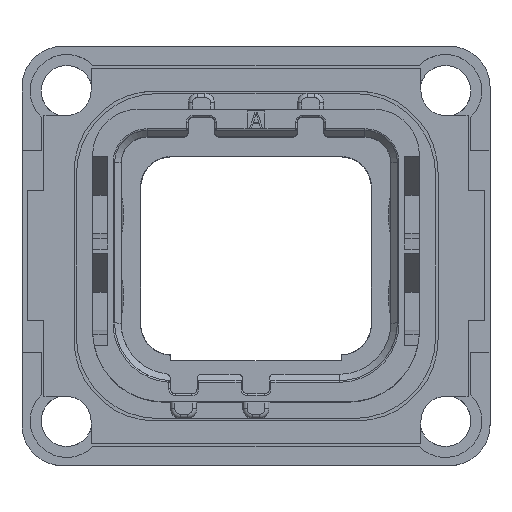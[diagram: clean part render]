
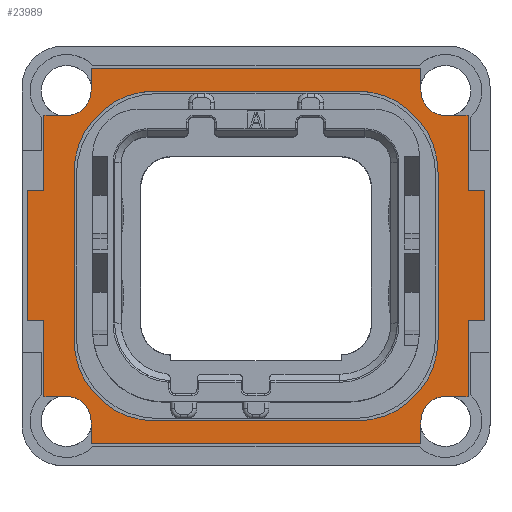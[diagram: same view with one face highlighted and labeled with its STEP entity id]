
A CAD part, top view. The second image highlights one B-rep face of the part: STEP entity #23989.
In plain terms, the highlighted planar face has unit normal (0, 0, 1).
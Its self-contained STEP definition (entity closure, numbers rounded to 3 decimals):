
#685=DIRECTION('',(0.,-1.,0.));
#686=VECTOR('',#685,4.65);
#687=CARTESIAN_POINT('',(-13.05,-4.,2.31));
#688=LINE('',#687,#686);
#689=DIRECTION('',(1.,0.,0.));
#690=VECTOR('',#689,1.);
#691=CARTESIAN_POINT('',(-14.05,-4.,2.31));
#692=LINE('',#691,#690);
#693=DIRECTION('',(0.,-1.,0.));
#694=VECTOR('',#693,8.);
#695=CARTESIAN_POINT('',(-14.05,4.,2.31));
#696=LINE('',#695,#694);
#697=DIRECTION('',(-1.,0.,0.));
#698=VECTOR('',#697,1.);
#699=CARTESIAN_POINT('',(-13.05,4.,2.31));
#700=LINE('',#699,#698);
#701=DIRECTION('',(0.,-1.,0.));
#702=VECTOR('',#701,4.65);
#703=CARTESIAN_POINT('',(-13.05,8.65,2.31));
#704=LINE('',#703,#702);
#705=DIRECTION('',(1.,0.,0.));
#706=VECTOR('',#705,1.4);
#707=CARTESIAN_POINT('',(-13.05,8.65,2.31));
#708=LINE('',#707,#706);
#709=CARTESIAN_POINT('',(-11.65,10.15,2.31));
#710=DIRECTION('',(0.,0.,1.));
#711=DIRECTION('',(0.,-1.,0.));
#712=AXIS2_PLACEMENT_3D('',#709,#710,#711);
#714=DIRECTION('',(0.,-1.,0.));
#715=VECTOR('',#714,1.4);
#716=CARTESIAN_POINT('',(-10.15,11.55,2.31));
#717=LINE('',#716,#715);
#718=DIRECTION('',(-1.,0.,0.));
#719=VECTOR('',#718,20.3);
#720=CARTESIAN_POINT('',(10.15,11.55,2.31));
#721=LINE('',#720,#719);
#722=DIRECTION('',(0.,-1.,0.));
#723=VECTOR('',#722,1.4);
#724=CARTESIAN_POINT('',(10.15,11.55,2.31));
#725=LINE('',#724,#723);
#726=CARTESIAN_POINT('',(11.65,10.15,2.31));
#727=DIRECTION('',(0.,0.,1.));
#728=DIRECTION('',(-1.,0.,0.));
#729=AXIS2_PLACEMENT_3D('',#726,#727,#728);
#731=DIRECTION('',(-1.,0.,0.));
#732=VECTOR('',#731,1.4);
#733=CARTESIAN_POINT('',(13.05,8.65,2.31));
#734=LINE('',#733,#732);
#735=DIRECTION('',(0.,1.,0.));
#736=VECTOR('',#735,4.65);
#737=CARTESIAN_POINT('',(13.05,4.,2.31));
#738=LINE('',#737,#736);
#739=DIRECTION('',(-1.,0.,0.));
#740=VECTOR('',#739,1.);
#741=CARTESIAN_POINT('',(14.05,4.,2.31));
#742=LINE('',#741,#740);
#743=DIRECTION('',(0.,1.,0.));
#744=VECTOR('',#743,8.);
#745=CARTESIAN_POINT('',(14.05,-4.,2.31));
#746=LINE('',#745,#744);
#747=DIRECTION('',(1.,0.,0.));
#748=VECTOR('',#747,1.);
#749=CARTESIAN_POINT('',(13.05,-4.,2.31));
#750=LINE('',#749,#748);
#751=DIRECTION('',(0.,1.,0.));
#752=VECTOR('',#751,4.65);
#753=CARTESIAN_POINT('',(13.05,-8.65,2.31));
#754=LINE('',#753,#752);
#755=DIRECTION('',(-1.,0.,0.));
#756=VECTOR('',#755,1.4);
#757=CARTESIAN_POINT('',(13.05,-8.65,2.31));
#758=LINE('',#757,#756);
#759=CARTESIAN_POINT('',(11.65,-10.15,2.31));
#760=DIRECTION('',(0.,0.,1.));
#761=DIRECTION('',(0.,1.,0.));
#762=AXIS2_PLACEMENT_3D('',#759,#760,#761);
#764=DIRECTION('',(0.,1.,0.));
#765=VECTOR('',#764,1.4);
#766=CARTESIAN_POINT('',(10.15,-11.55,2.31));
#767=LINE('',#766,#765);
#768=DIRECTION('',(1.,0.,0.));
#769=VECTOR('',#768,20.3);
#770=CARTESIAN_POINT('',(-10.15,-11.55,2.31));
#771=LINE('',#770,#769);
#772=DIRECTION('',(0.,1.,0.));
#773=VECTOR('',#772,1.4);
#774=CARTESIAN_POINT('',(-10.15,-11.55,2.31));
#775=LINE('',#774,#773);
#776=CARTESIAN_POINT('',(-11.65,-10.15,2.31));
#777=DIRECTION('',(0.,0.,1.));
#778=DIRECTION('',(1.,0.,0.));
#779=AXIS2_PLACEMENT_3D('',#776,#777,#778);
#781=DIRECTION('',(1.,0.,0.));
#782=VECTOR('',#781,1.4);
#783=CARTESIAN_POINT('',(-13.05,-8.65,2.31));
#784=LINE('',#783,#782);
#785=DIRECTION('',(0.,-1.,0.));
#786=VECTOR('',#785,10.3);
#787=CARTESIAN_POINT('',(11.2,5.15,2.31));
#788=LINE('',#787,#786);
#789=DIRECTION('',(1.,0.,0.));
#790=VECTOR('',#789,12.4);
#791=CARTESIAN_POINT('',(-6.2,10.15,2.31));
#792=LINE('',#791,#790);
#793=DIRECTION('',(0.,1.,0.));
#794=VECTOR('',#793,10.3);
#795=CARTESIAN_POINT('',(-11.2,-5.15,2.31));
#796=LINE('',#795,#794);
#797=DIRECTION('',(-1.,0.,0.));
#798=VECTOR('',#797,12.4);
#799=CARTESIAN_POINT('',(6.2,-10.15,2.31));
#800=LINE('',#799,#798);
#905=CARTESIAN_POINT('',(-6.2,-5.15,2.31));
#906=DIRECTION('',(0.,0.,-1.));
#907=DIRECTION('',(0.,-1.,0.));
#908=AXIS2_PLACEMENT_3D('',#905,#906,#907);
#918=CARTESIAN_POINT('',(6.2,-5.15,2.31));
#919=DIRECTION('',(0.,0.,-1.));
#920=DIRECTION('',(1.,0.,0.));
#921=AXIS2_PLACEMENT_3D('',#918,#919,#920);
#923=CARTESIAN_POINT('',(-6.2,5.15,2.31));
#924=DIRECTION('',(0.,0.,-1.));
#925=DIRECTION('',(-1.,0.,0.));
#926=AXIS2_PLACEMENT_3D('',#923,#924,#925);
#936=CARTESIAN_POINT('',(6.2,5.15,2.31));
#937=DIRECTION('',(0.,0.,-1.));
#938=DIRECTION('',(0.,1.,0.));
#939=AXIS2_PLACEMENT_3D('',#936,#937,#938);
#22784=CARTESIAN_POINT('',(-11.2,-5.15,2.31));
#22785=CARTESIAN_POINT('',(-11.2,5.15,2.31));
#22786=VERTEX_POINT('',#22784);
#22787=VERTEX_POINT('',#22785);
#22788=CARTESIAN_POINT('',(-6.2,10.15,2.31));
#22789=CARTESIAN_POINT('',(6.2,10.15,2.31));
#22790=VERTEX_POINT('',#22788);
#22791=VERTEX_POINT('',#22789);
#22792=CARTESIAN_POINT('',(11.2,5.15,2.31));
#22793=CARTESIAN_POINT('',(11.2,-5.15,2.31));
#22794=VERTEX_POINT('',#22792);
#22795=VERTEX_POINT('',#22793);
#22796=CARTESIAN_POINT('',(6.2,-10.15,2.31));
#22797=CARTESIAN_POINT('',(-6.2,-10.15,2.31));
#22798=VERTEX_POINT('',#22796);
#22799=VERTEX_POINT('',#22797);
#22816=CARTESIAN_POINT('',(10.15,10.15,2.31));
#22817=CARTESIAN_POINT('',(11.65,8.65,2.31));
#22818=VERTEX_POINT('',#22816);
#22819=VERTEX_POINT('',#22817);
#22820=CARTESIAN_POINT('',(13.05,8.65,2.31));
#22821=VERTEX_POINT('',#22820);
#22822=CARTESIAN_POINT('',(10.15,11.55,2.31));
#22823=VERTEX_POINT('',#22822);
#22824=CARTESIAN_POINT('',(11.65,-8.65,2.31));
#22825=CARTESIAN_POINT('',(10.15,-10.15,2.31));
#22826=VERTEX_POINT('',#22824);
#22827=VERTEX_POINT('',#22825);
#22828=CARTESIAN_POINT('',(10.15,-11.55,2.31));
#22829=VERTEX_POINT('',#22828);
#22830=CARTESIAN_POINT('',(13.05,-8.65,2.31));
#22831=VERTEX_POINT('',#22830);
#22832=CARTESIAN_POINT('',(-10.15,-10.15,2.31));
#22833=CARTESIAN_POINT('',(-11.65,-8.65,2.31));
#22834=VERTEX_POINT('',#22832);
#22835=VERTEX_POINT('',#22833);
#22836=CARTESIAN_POINT('',(-13.05,-8.65,2.31));
#22837=VERTEX_POINT('',#22836);
#22838=CARTESIAN_POINT('',(-10.15,-11.55,2.31));
#22839=VERTEX_POINT('',#22838);
#22840=CARTESIAN_POINT('',(-10.15,11.55,2.31));
#22841=CARTESIAN_POINT('',(-10.15,10.15,2.31));
#22842=VERTEX_POINT('',#22840);
#22843=VERTEX_POINT('',#22841);
#22844=CARTESIAN_POINT('',(-13.05,8.65,2.31));
#22845=CARTESIAN_POINT('',(-11.65,8.65,2.31));
#22846=VERTEX_POINT('',#22844);
#22847=VERTEX_POINT('',#22845);
#22848=CARTESIAN_POINT('',(14.05,-4.,2.31));
#22849=CARTESIAN_POINT('',(14.05,4.,2.31));
#22850=VERTEX_POINT('',#22848);
#22851=VERTEX_POINT('',#22849);
#22852=CARTESIAN_POINT('',(-14.05,4.,2.31));
#22853=CARTESIAN_POINT('',(-14.05,-4.,2.31));
#22854=VERTEX_POINT('',#22852);
#22855=VERTEX_POINT('',#22853);
#22856=CARTESIAN_POINT('',(13.05,-4.,2.31));
#22857=VERTEX_POINT('',#22856);
#22858=CARTESIAN_POINT('',(13.05,4.,2.31));
#22859=VERTEX_POINT('',#22858);
#22860=CARTESIAN_POINT('',(-13.05,4.,2.31));
#22861=VERTEX_POINT('',#22860);
#22862=CARTESIAN_POINT('',(-13.05,-4.,2.31));
#22863=VERTEX_POINT('',#22862);
#23936=CARTESIAN_POINT('',(0.,0.,2.31));
#23937=DIRECTION('',(0.,0.,1.));
#23938=DIRECTION('',(1.,0.,0.));
#23939=AXIS2_PLACEMENT_3D('',#23936,#23937,#23938);
#23940=PLANE('',#23939);
#23941=ORIENTED_EDGE('',*,*,#23560,.F.);
#23942=ORIENTED_EDGE('',*,*,#23574,.F.);
#23943=ORIENTED_EDGE('',*,*,#23588,.F.);
#23944=ORIENTED_EDGE('',*,*,#23602,.F.);
#23945=ORIENTED_EDGE('',*,*,#23616,.F.);
#23946=ORIENTED_EDGE('',*,*,#23632,.T.);
#23948=ORIENTED_EDGE('',*,*,#23947,.T.);
#23949=ORIENTED_EDGE('',*,*,#23691,.F.);
#23950=ORIENTED_EDGE('',*,*,#23707,.F.);
#23951=ORIENTED_EDGE('',*,*,#23723,.T.);
#23953=ORIENTED_EDGE('',*,*,#23952,.T.);
#23954=ORIENTED_EDGE('',*,*,#23782,.F.);
#23955=ORIENTED_EDGE('',*,*,#23798,.F.);
#23956=ORIENTED_EDGE('',*,*,#23812,.F.);
#23957=ORIENTED_EDGE('',*,*,#23826,.F.);
#23958=ORIENTED_EDGE('',*,*,#23840,.F.);
#23959=ORIENTED_EDGE('',*,*,#23854,.F.);
#23960=ORIENTED_EDGE('',*,*,#23870,.T.);
#23962=ORIENTED_EDGE('',*,*,#23961,.T.);
#23963=ORIENTED_EDGE('',*,*,#23928,.F.);
#23964=ORIENTED_EDGE('',*,*,#23468,.F.);
#23965=ORIENTED_EDGE('',*,*,#23485,.T.);
#23967=ORIENTED_EDGE('',*,*,#23966,.T.);
#23968=ORIENTED_EDGE('',*,*,#23544,.F.);
#23969=EDGE_LOOP('',(#23941,#23942,#23943,#23944,#23945,#23946,#23948,#23949,
#23950,#23951,#23953,#23954,#23955,#23956,#23957,#23958,#23959,#23960,#23962,
#23963,#23964,#23965,#23967,#23968));
#23970=FACE_OUTER_BOUND('',#23969,.F.);
#23972=ORIENTED_EDGE('',*,*,#23971,.F.);
#23974=ORIENTED_EDGE('',*,*,#23973,.F.);
#23976=ORIENTED_EDGE('',*,*,#23975,.F.);
#23978=ORIENTED_EDGE('',*,*,#23977,.F.);
#23980=ORIENTED_EDGE('',*,*,#23979,.F.);
#23982=ORIENTED_EDGE('',*,*,#23981,.F.);
#23984=ORIENTED_EDGE('',*,*,#23983,.F.);
#23986=ORIENTED_EDGE('',*,*,#23985,.F.);
#23987=EDGE_LOOP('',(#23972,#23974,#23976,#23978,#23980,#23982,#23984,#23986));
#23988=FACE_BOUND('',#23987,.F.);
#23989=ADVANCED_FACE('',(#23970,#23988),#23940,.T.);
#713=CIRCLE('',#712,1.5);
#730=CIRCLE('',#729,1.5);
#763=CIRCLE('',#762,1.5);
#780=CIRCLE('',#779,1.5);
#909=CIRCLE('',#908,5.);
#922=CIRCLE('',#921,5.);
#927=CIRCLE('',#926,5.);
#940=CIRCLE('',#939,5.);
#23468=EDGE_CURVE('',#22839,#22829,#771,.T.);
#23485=EDGE_CURVE('',#22839,#22834,#775,.T.);
#23544=EDGE_CURVE('',#22837,#22835,#784,.T.);
#23560=EDGE_CURVE('',#22863,#22837,#688,.T.);
#23574=EDGE_CURVE('',#22855,#22863,#692,.T.);
#23588=EDGE_CURVE('',#22854,#22855,#696,.T.);
#23602=EDGE_CURVE('',#22861,#22854,#700,.T.);
#23616=EDGE_CURVE('',#22846,#22861,#704,.T.);
#23632=EDGE_CURVE('',#22846,#22847,#708,.T.);
#23691=EDGE_CURVE('',#22842,#22843,#717,.T.);
#23707=EDGE_CURVE('',#22823,#22842,#721,.T.);
#23723=EDGE_CURVE('',#22823,#22818,#725,.T.);
#23782=EDGE_CURVE('',#22821,#22819,#734,.T.);
#23798=EDGE_CURVE('',#22859,#22821,#738,.T.);
#23812=EDGE_CURVE('',#22851,#22859,#742,.T.);
#23826=EDGE_CURVE('',#22850,#22851,#746,.T.);
#23840=EDGE_CURVE('',#22857,#22850,#750,.T.);
#23854=EDGE_CURVE('',#22831,#22857,#754,.T.);
#23870=EDGE_CURVE('',#22831,#22826,#758,.T.);
#23928=EDGE_CURVE('',#22829,#22827,#767,.T.);
#23947=EDGE_CURVE('',#22847,#22843,#713,.T.);
#23952=EDGE_CURVE('',#22818,#22819,#730,.T.);
#23961=EDGE_CURVE('',#22826,#22827,#763,.T.);
#23966=EDGE_CURVE('',#22834,#22835,#780,.T.);
#23971=EDGE_CURVE('',#22794,#22795,#788,.T.);
#23973=EDGE_CURVE('',#22791,#22794,#940,.T.);
#23975=EDGE_CURVE('',#22790,#22791,#792,.T.);
#23977=EDGE_CURVE('',#22787,#22790,#927,.T.);
#23979=EDGE_CURVE('',#22786,#22787,#796,.T.);
#23981=EDGE_CURVE('',#22799,#22786,#909,.T.);
#23983=EDGE_CURVE('',#22798,#22799,#800,.T.);
#23985=EDGE_CURVE('',#22795,#22798,#922,.T.);
